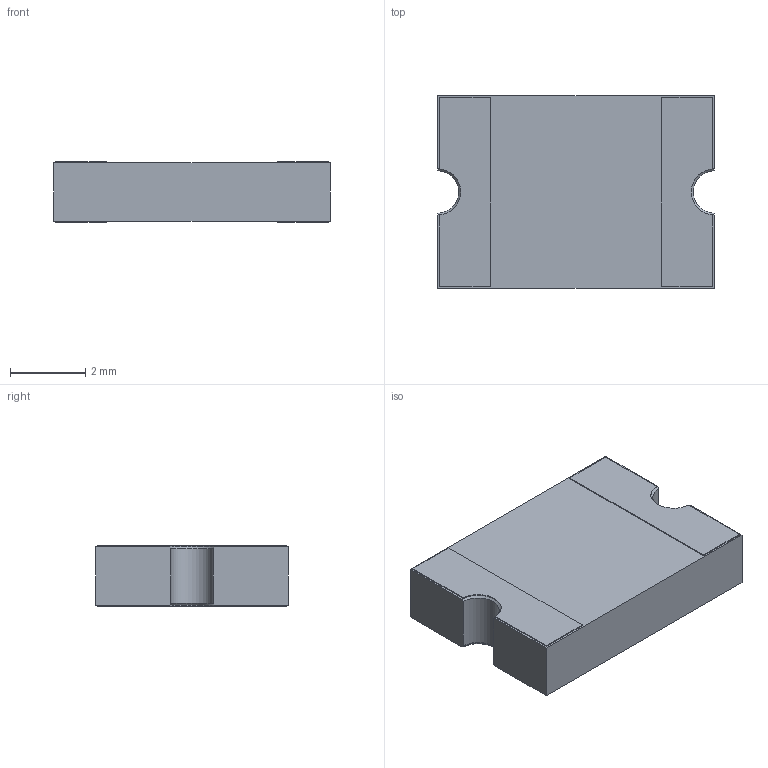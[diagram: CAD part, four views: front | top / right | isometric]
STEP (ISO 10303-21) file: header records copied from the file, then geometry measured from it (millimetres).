
FILE_DESCRIPTION(/* description */ ('Unknown'),/* implementation_level */ '2;1');
FILE_NAME(/* name */ '2920L110_60MR',/* time_stamp */ '2023-04-25T10:36:15+02:00',/* author */ ('Unknown'),/* organization */ ('Unknown'),/* preprocessor_version */ 'ST-DEVELOPER v18.102',/* originating_system */ 'Solid Edge',/* authorisation */ 'Unknown');
FILE_SCHEMA (('AUTOMOTIVE_DESIGN {1 0 10303 214 3 1 1}'));
Length unit declared in the file: millimetre
Products named in the file (1): 2920L110_60MR
Bounding box: 7.36 x 5.12 x 1.6 mm (x, y, z)
Volume: 57.4 mm3; surface area: 115.1 mm2
Topology: 1 solids, 1 shells, 42 faces, 112 edges, 72 vertices
Faces by surface type: plane 32, cylinder 6, cone 4
Entity records: 1610 total; most frequent: CARTESIAN_POINT 227, ORIENTED_EDGE 224, DIRECTION 218, EDGE_CURVE 112, LINE 92, VECTOR 92, VERTEX_POINT 72, AXIS2_PLACEMENT_3D 63
